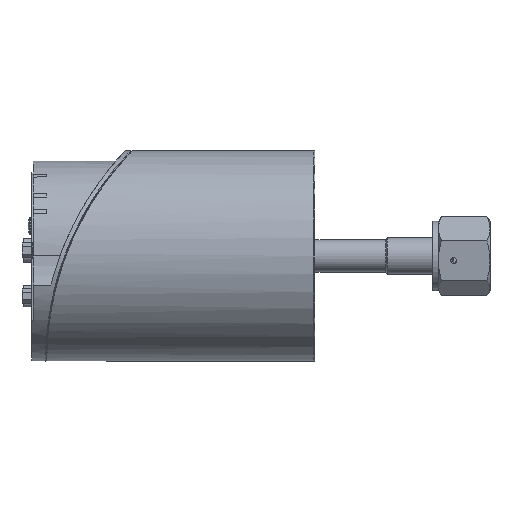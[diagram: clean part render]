
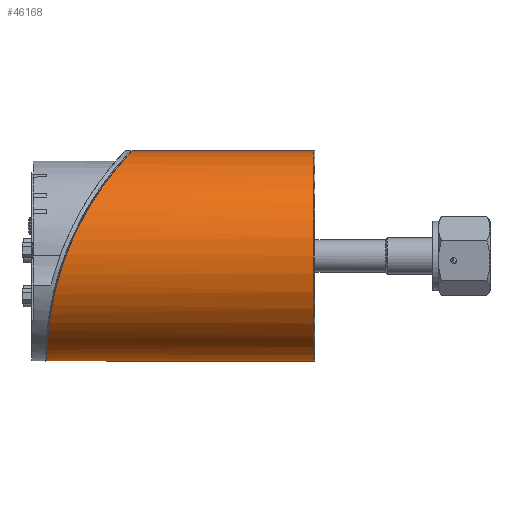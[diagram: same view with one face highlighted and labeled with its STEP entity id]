
A CAD part, left-side view. The second image highlights one B-rep face of the part: STEP entity #46168.
In plain terms, the highlighted cylindrical face has radius 41 mm (diameter 82 mm), a full revolution.
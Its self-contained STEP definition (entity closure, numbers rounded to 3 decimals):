
#4453=FACE_OUTER_BOUND('',#7002,.T.);
#7002=EDGE_LOOP('',(#39815,#39816,#39817,#39818,#39819,#39820));
#8137=CIRCLE('',#49046,41.);
#8139=CIRCLE('',#49048,41.);
#12380=LINE('',#81946,#16556);
#16556=VECTOR('',#58734,41.);
#17750=B_SPLINE_CURVE_WITH_KNOTS('',3,(#81948,#81949,#81950,#81951,#81952,
#81953,#81954,#81955,#81956,#81957,#81958,#81959,#81960),.UNSPECIFIED.,
 .F.,.F.,(4,1,1,1,1,1,1,1,1,1,4),(-26.603,-26.128,-25.653,
-25.178,-24.703,-23.753,-22.803,
-22.169,-21.536,-20.269,-19.712),
 .UNSPECIFIED.);
#17751=B_SPLINE_CURVE_WITH_KNOTS('',3,(#81961,#81962,#81963,#81964,#81965,
#81966,#81967,#81968,#81969,#81970,#81971,#81972,#81973,#81974,#81975,#81976,
#81977,#81978,#81979,#81980,#81981,#81982,#81983,#81984,#81985),
 .UNSPECIFIED.,.F.,.F.,(4,1,1,1,1,1,1,1,1,1,1,1,1,1,1,1,1,1,1,1,1,1,4),
(-19.712,-19.636,-19.002,-17.735,
-16.469,-15.202,-13.935,-12.668,
-11.401,-10.135,-8.868,-7.601,
-6.967,-6.334,-5.067,-4.434,
-3.8,-2.85,-1.9,-1.425,
-0.95,-0.475,0.),.UNSPECIFIED.);
#21590=VERTEX_POINT('',#81939);
#21591=VERTEX_POINT('',#81940);
#21592=VERTEX_POINT('',#81945);
#21593=VERTEX_POINT('',#81947);
#27825=EDGE_CURVE('',#21590,#21591,#8137,.T.);
#27827=EDGE_CURVE('',#21591,#21590,#8139,.T.);
#27828=EDGE_CURVE('',#21590,#21592,#12380,.T.);
#27829=EDGE_CURVE('',#21593,#21592,#17750,.T.);
#27830=EDGE_CURVE('',#21592,#21593,#17751,.T.);
#39815=ORIENTED_EDGE('',*,*,#27825,.F.);
#39816=ORIENTED_EDGE('',*,*,#27828,.T.);
#39817=ORIENTED_EDGE('',*,*,#27829,.F.);
#39818=ORIENTED_EDGE('',*,*,#27830,.F.);
#39819=ORIENTED_EDGE('',*,*,#27828,.F.);
#39820=ORIENTED_EDGE('',*,*,#27827,.F.);
#41615=CYLINDRICAL_SURFACE('',#49049,41.);
#46168=ADVANCED_FACE('',(#4453),#41615,.T.);
#49046=AXIS2_PLACEMENT_3D('',#81941,#58726,#58727);
#49048=AXIS2_PLACEMENT_3D('',#81943,#58730,#58731);
#49049=AXIS2_PLACEMENT_3D('',#81944,#58732,#58733);
#58726=DIRECTION('center_axis',(0.,-1.,0.));
#58727=DIRECTION('ref_axis',(-1.,0.,0.));
#58730=DIRECTION('center_axis',(0.,-1.,0.));
#58731=DIRECTION('ref_axis',(-1.,0.,0.));
#58732=DIRECTION('center_axis',(0.,-1.,0.));
#58733=DIRECTION('ref_axis',(-1.,0.,0.));
#58734=DIRECTION('',(0.,1.,0.));
#81939=CARTESIAN_POINT('',(41.,-68.6,0.));
#81940=CARTESIAN_POINT('',(-41.,-68.6,0.));
#81941=CARTESIAN_POINT('Origin',(0.,-68.6,
0.));
#81943=CARTESIAN_POINT('Origin',(0.,-68.6,
0.));
#81944=CARTESIAN_POINT('Origin',(0.,40.8,
0.));
#81945=CARTESIAN_POINT('',(41.,28.163,0.001));
#81946=CARTESIAN_POINT('',(41.,40.8,0.));
#81947=CARTESIAN_POINT('',(0.,2.167,41.));
#81948=CARTESIAN_POINT('Ctrl Pts',(0.,2.167,
41.));
#81949=CARTESIAN_POINT('Ctrl Pts',(1.057,2.167,41.));
#81950=CARTESIAN_POINT('Ctrl Pts',(3.187,2.247,40.918));
#81951=CARTESIAN_POINT('Ctrl Pts',(6.597,2.632,40.522));
#81952=CARTESIAN_POINT('Ctrl Pts',(10.654,3.442,39.679));
#81953=CARTESIAN_POINT('Ctrl Pts',(16.679,5.294,37.695));
#81954=CARTESIAN_POINT('Ctrl Pts',(23.855,8.717,33.826));
#81955=CARTESIAN_POINT('Ctrl Pts',(30.338,13.255,27.976));
#81956=CARTESIAN_POINT('Ctrl Pts',(34.786,17.282,22.001));
#81957=CARTESIAN_POINT('Ctrl Pts',(38.589,21.582,14.817));
#81958=CARTESIAN_POINT('Ctrl Pts',(40.622,25.215,7.479));
#81959=CARTESIAN_POINT('Ctrl Pts',(41.,27.504,1.767));
#81960=CARTESIAN_POINT('Ctrl Pts',(41.,28.163,0.001));
#81961=CARTESIAN_POINT('Ctrl Pts',(41.,28.163,0.001));
#81962=CARTESIAN_POINT('Ctrl Pts',(41.,28.253,-0.241));
#81963=CARTESIAN_POINT('Ctrl Pts',(40.981,29.085,-2.494));
#81964=CARTESIAN_POINT('Ctrl Pts',(40.4,31.22,-8.867));
#81965=CARTESIAN_POINT('Ctrl Pts',(37.12,33.67,-18.921));
#81966=CARTESIAN_POINT('Ctrl Pts',(29.505,35.13,-29.442));
#81967=CARTESIAN_POINT('Ctrl Pts',(18.938,35.573,-37.133));
#81968=CARTESIAN_POINT('Ctrl Pts',(6.528,35.598,-41.167));
#81969=CARTESIAN_POINT('Ctrl Pts',(-6.527,35.598,-41.167));
#81970=CARTESIAN_POINT('Ctrl Pts',(-18.938,35.573,-37.133));
#81971=CARTESIAN_POINT('Ctrl Pts',(-29.507,35.13,-29.44));
#81972=CARTESIAN_POINT('Ctrl Pts',(-37.118,33.67,-18.923));
#81973=CARTESIAN_POINT('Ctrl Pts',(-40.401,31.22,-8.866));
#81974=CARTESIAN_POINT('Ctrl Pts',(-41.144,28.483,-0.697));
#81975=CARTESIAN_POINT('Ctrl Pts',(-40.686,25.327,7.252));
#81976=CARTESIAN_POINT('Ctrl Pts',(-38.589,21.582,14.817));
#81977=CARTESIAN_POINT('Ctrl Pts',(-34.786,17.282,22.001));
#81978=CARTESIAN_POINT('Ctrl Pts',(-30.338,13.255,27.976));
#81979=CARTESIAN_POINT('Ctrl Pts',(-23.855,8.717,33.826));
#81980=CARTESIAN_POINT('Ctrl Pts',(-16.679,5.294,37.695));
#81981=CARTESIAN_POINT('Ctrl Pts',(-10.654,3.442,39.679));
#81982=CARTESIAN_POINT('Ctrl Pts',(-6.597,2.632,40.522));
#81983=CARTESIAN_POINT('Ctrl Pts',(-3.187,2.247,40.918));
#81984=CARTESIAN_POINT('Ctrl Pts',(-1.057,2.167,41.));
#81985=CARTESIAN_POINT('Ctrl Pts',(0.,2.167,
41.));
